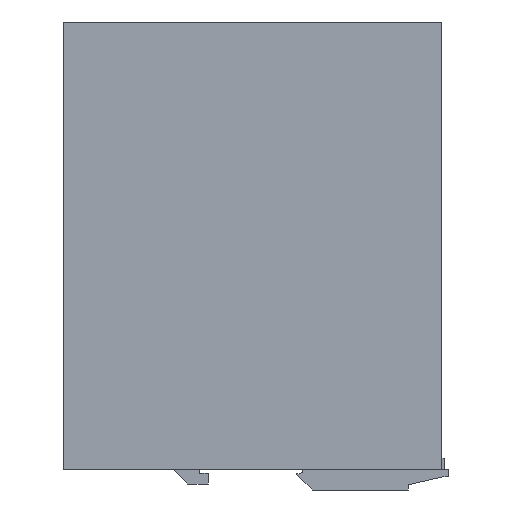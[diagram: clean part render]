
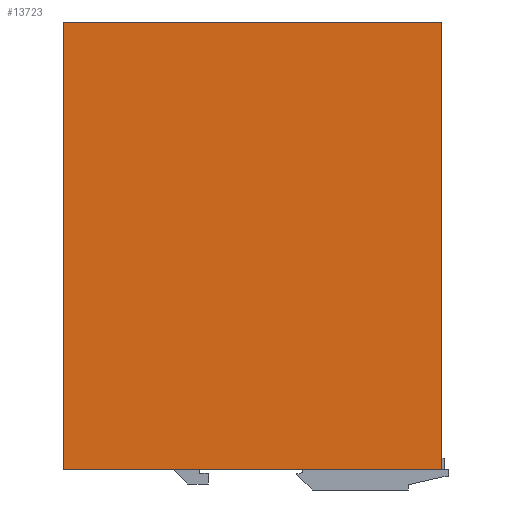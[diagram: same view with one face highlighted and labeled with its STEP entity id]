
A CAD part, left-side view. The second image highlights one B-rep face of the part: STEP entity #13723.
In plain terms, the highlighted planar face has unit normal (-1, 0, 0).
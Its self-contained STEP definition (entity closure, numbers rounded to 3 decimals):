
#808 = DIRECTION ( 'NONE',  ( 0., 0., 1. ) ) ;
#1729 = DIRECTION ( 'NONE',  ( 0., 0., -1. ) ) ;
#2965 = CARTESIAN_POINT ( 'NONE',  ( -47.5, -63.5, -150. ) ) ;
#3650 = CARTESIAN_POINT ( 'NONE',  ( -47.5, 0., -150. ) ) ;
#3865 = ORIENTED_EDGE ( 'NONE', *, *, #8599, .T. ) ;
#4627 = PLANE ( 'NONE',  #33097 ) ;
#5559 = VERTEX_POINT ( 'NONE', #2965 ) ;
#6168 = CARTESIAN_POINT ( 'NONE',  ( -47.5, 0., 0. ) ) ;
#6431 = LINE ( 'NONE', #30509, #18630 ) ;
#7950 = CARTESIAN_POINT ( 'NONE',  ( -47.5, 0., 0. ) ) ;
#8497 = EDGE_CURVE ( 'NONE', #5559, #33307, #28631, .T. ) ;
#8565 = LINE ( 'NONE', #6168, #13430 ) ;
#8599 = EDGE_CURVE ( 'NONE', #32114, #20320, #8565, .T. ) ;
#8819 = DIRECTION ( 'NONE',  ( 0., 1., 0. ) ) ;
#8933 = FACE_OUTER_BOUND ( 'NONE', #26609, .T. ) ;
#13430 = VECTOR ( 'NONE', #24495, 1000. ) ;
#13723 = ADVANCED_FACE ( 'NONE', ( #8933 ), #4627, .F. ) ;
#13955 = DIRECTION ( 'NONE',  ( 1., 0., 0. ) ) ;
#15923 = VECTOR ( 'NONE', #808, 1000. ) ;
#16505 = CARTESIAN_POINT ( 'NONE',  ( -47.5, 63.5, 0. ) ) ;
#18630 = VECTOR ( 'NONE', #27849, 1000. ) ;
#18744 = CARTESIAN_POINT ( 'NONE',  ( -47.5, -63.5, 0. ) ) ;
#20320 = VERTEX_POINT ( 'NONE', #16505 ) ;
#20573 = EDGE_CURVE ( 'NONE', #20320, #33307, #6431, .T. ) ;
#23891 = ORIENTED_EDGE ( 'NONE', *, *, #20573, .T. ) ;
#24495 = DIRECTION ( 'NONE',  ( 0., 1., 0. ) ) ;
#25959 = ORIENTED_EDGE ( 'NONE', *, *, #28144, .T. ) ;
#26609 = EDGE_LOOP ( 'NONE', ( #28952, #25959, #3865, #23891 ) ) ;
#27849 = DIRECTION ( 'NONE',  ( 0., 0., -1. ) ) ;
#28144 = EDGE_CURVE ( 'NONE', #5559, #32114, #31927, .T. ) ;
#28631 = LINE ( 'NONE', #3650, #32304 ) ;
#28952 = ORIENTED_EDGE ( 'NONE', *, *, #8497, .F. ) ;
#29735 = CARTESIAN_POINT ( 'NONE',  ( -47.5, 63.5, -150. ) ) ;
#30509 = CARTESIAN_POINT ( 'NONE',  ( -47.5, 63.5, 0. ) ) ;
#31927 = LINE ( 'NONE', #18744, #15923 ) ;
#32078 = CARTESIAN_POINT ( 'NONE',  ( -47.5, -63.5, 0. ) ) ;
#32114 = VERTEX_POINT ( 'NONE', #32078 ) ;
#32304 = VECTOR ( 'NONE', #8819, 1000. ) ;
#33097 = AXIS2_PLACEMENT_3D ( 'NONE', #7950, #13955, #1729 ) ;
#33307 = VERTEX_POINT ( 'NONE', #29735 ) ;
